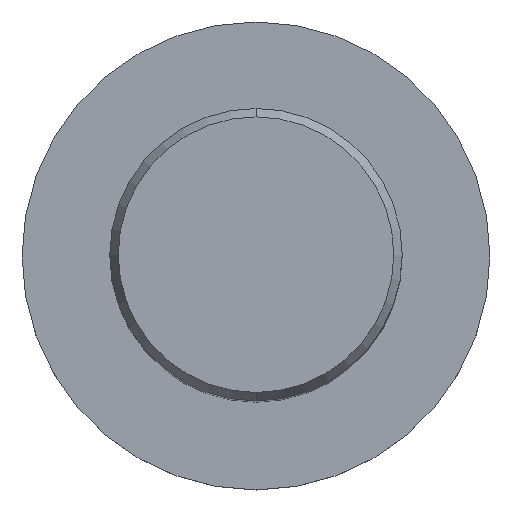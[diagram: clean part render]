
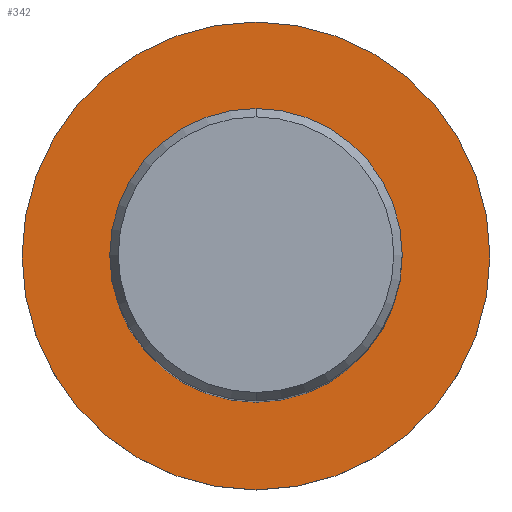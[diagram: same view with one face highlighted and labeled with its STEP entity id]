
A CAD part, top view. The second image highlights one B-rep face of the part: STEP entity #342.
In plain terms, the highlighted planar face has unit normal (0, 0, 1).
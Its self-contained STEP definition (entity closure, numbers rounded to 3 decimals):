
#198=EDGE_CURVE('',#352,#252,#532,.T.);
#252=VERTEX_POINT('',#589);
#342=ADVANCED_FACE('',(#688,#689),#690,.T.);
#352=VERTEX_POINT('',#701);
#364=EDGE_CURVE('',#398,#396,#715,.T.);
#396=VERTEX_POINT('',#750);
#398=VERTEX_POINT('',#752);
#428=EDGE_CURVE('',#252,#352,#784,.T.);
#496=EDGE_CURVE('',#396,#398,#859,.T.);
#532=CIRCLE('',#891,10.0);
#589=CARTESIAN_POINT('',(0.,-10.0,-50.0));
#688=FACE_BOUND('',#1254,.T.);
#689=FACE_OUTER_BOUND('',#1255,.T.);
#690=PLANE('',#1256);
#701=CARTESIAN_POINT('',(0.0,10.0,-50.0));
#715=CIRCLE('',#1288,16.0);
#750=CARTESIAN_POINT('',(0.,-16.0,-50.0));
#752=CARTESIAN_POINT('',(0.0,16.0,-50.0));
#784=CIRCLE('',#1393,10.0);
#859=CIRCLE('',#1562,16.0);
#891=AXIS2_PLACEMENT_3D('',#1594,#1595,#1596);
#1254=EDGE_LOOP('',(#1748,#1749));
#1255=EDGE_LOOP('',(#1750,#1751));
#1256=AXIS2_PLACEMENT_3D('',#1752,#1753,#1754);
#1288=AXIS2_PLACEMENT_3D('',#1795,#1796,#1797);
#1393=AXIS2_PLACEMENT_3D('',#1862,#1863,#1864);
#1562=AXIS2_PLACEMENT_3D('',#1958,#1959,#1960);
#1594=CARTESIAN_POINT('',(0.0,0.0,-50.0));
#1595=DIRECTION('',(-0.0,0.0,-1.0));
#1596=DIRECTION('',(0.0,1.0,0.0));
#1748=ORIENTED_EDGE('',*,*,#198,.T.);
#1749=ORIENTED_EDGE('',*,*,#428,.T.);
#1750=ORIENTED_EDGE('',*,*,#364,.F.);
#1751=ORIENTED_EDGE('',*,*,#496,.F.);
#1752=CARTESIAN_POINT('',(0.0,8.0,-50.0));
#1753=DIRECTION('',(-0.0,0.0,1.0));
#1754=DIRECTION('',(0.0,-1.0,0.0));
#1795=CARTESIAN_POINT('',(0.0,0.0,-50.0));
#1796=DIRECTION('',(0.0,0.0,-1.0));
#1797=DIRECTION('',(0.0,1.0,0.0));
#1862=CARTESIAN_POINT('',(0.0,0.0,-50.0));
#1863=DIRECTION('',(-0.0,0.0,-1.0));
#1864=DIRECTION('',(0.0,1.0,0.0));
#1958=CARTESIAN_POINT('',(0.0,0.0,-50.0));
#1959=DIRECTION('',(0.0,0.0,-1.0));
#1960=DIRECTION('',(0.0,1.0,0.0));
